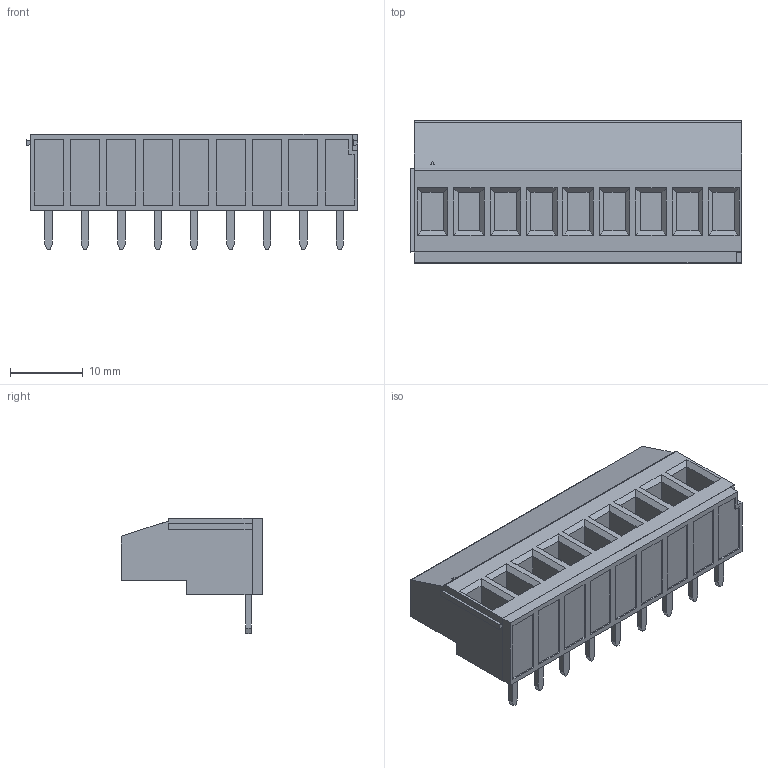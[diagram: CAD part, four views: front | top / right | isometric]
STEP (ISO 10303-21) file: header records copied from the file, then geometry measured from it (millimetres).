
FILE_DESCRIPTION (( 'STEP AP214' ), '1' );
FILE_NAME ('DG129R-5.0-09P-14-00AH.STEP', '2021-01-12T21:02:10', ( '' ), ( '' ), 'SwSTEP 2.0', 'SolidWorks 2020', '' );
FILE_SCHEMA (( 'AUTOMOTIVE_DESIGN' ));
Length unit declared in the file: millimetre
Products named in the file (1): DG129R-5.0-09P-14-00AH
Bounding box: 45.6 x 19.5 x 15.9 mm (x, y, z)
Volume: 6704.1 mm3; surface area: 4934.2 mm2
Topology: 1 solids, 1 shells, 875 faces, 2231 edges, 1449 vertices
Faces by surface type: plane 510, bspline 215, cylinder 89, torus 45, cone 16
Entity records: 42361 total; most frequent: CARTESIAN_POINT 16607, ORIENTED_EDGE 4462, DIRECTION 3443, EDGE_CURVE 2231, VERTEX_POINT 1449, LINE 1445, VECTOR 1445, AXIS2_PLACEMENT_3D 999
